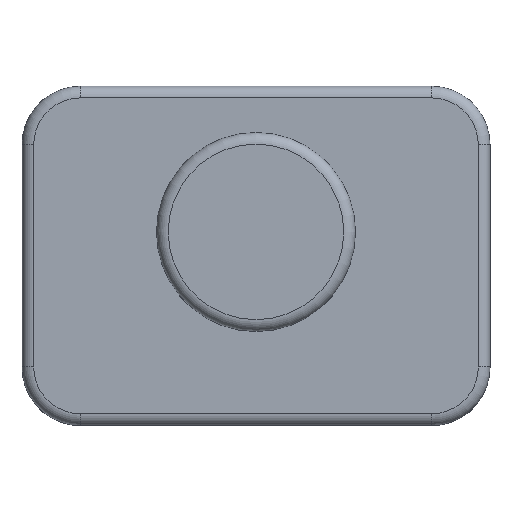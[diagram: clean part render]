
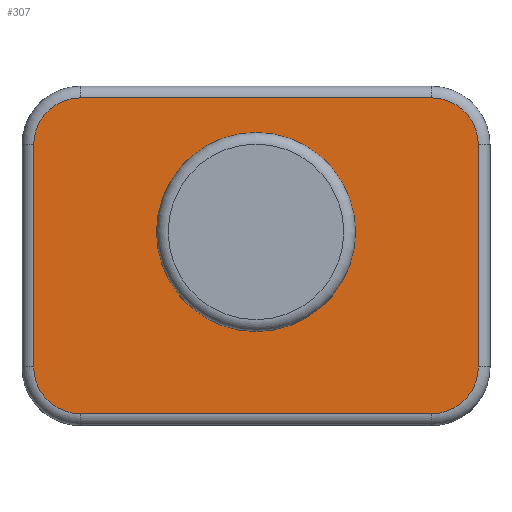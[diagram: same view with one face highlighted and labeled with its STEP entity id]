
A CAD part, top view. The second image highlights one B-rep face of the part: STEP entity #307.
In plain terms, the highlighted planar face has unit normal (0, 0, 1).
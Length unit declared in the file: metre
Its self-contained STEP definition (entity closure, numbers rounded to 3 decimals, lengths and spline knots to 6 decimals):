
#29=CIRCLE('',#361,0.00085);
#30=CIRCLE('',#362,0.0004);
#31=CIRCLE('',#363,0.0004);
#32=CIRCLE('',#364,0.0004);
#33=CIRCLE('',#365,0.0004);
#68=ORIENTED_EDGE('',*,*,#154,.F.);
#69=ORIENTED_EDGE('',*,*,#155,.T.);
#70=ORIENTED_EDGE('',*,*,#156,.T.);
#71=ORIENTED_EDGE('',*,*,#157,.T.);
#72=ORIENTED_EDGE('',*,*,#158,.T.);
#73=ORIENTED_EDGE('',*,*,#159,.T.);
#74=ORIENTED_EDGE('',*,*,#160,.T.);
#75=ORIENTED_EDGE('',*,*,#161,.T.);
#76=ORIENTED_EDGE('',*,*,#162,.T.);
#154=EDGE_CURVE('',#197,#197,#29,.T.);
#155=EDGE_CURVE('',#198,#199,#224,.T.);
#156=EDGE_CURVE('',#199,#200,#30,.T.);
#157=EDGE_CURVE('',#200,#201,#225,.T.);
#158=EDGE_CURVE('',#201,#202,#31,.T.);
#159=EDGE_CURVE('',#202,#203,#226,.F.);
#160=EDGE_CURVE('',#203,#204,#32,.T.);
#161=EDGE_CURVE('',#204,#205,#227,.F.);
#162=EDGE_CURVE('',#205,#198,#33,.T.);
#197=VERTEX_POINT('',#549);
#198=VERTEX_POINT('',#551);
#199=VERTEX_POINT('',#552);
#200=VERTEX_POINT('',#554);
#201=VERTEX_POINT('',#556);
#202=VERTEX_POINT('',#558);
#203=VERTEX_POINT('',#560);
#204=VERTEX_POINT('',#562);
#205=VERTEX_POINT('',#564);
#224=LINE('',#550,#244);
#225=LINE('',#555,#245);
#226=LINE('',#559,#246);
#227=LINE('',#563,#247);
#244=VECTOR('',#430,1.);
#245=VECTOR('',#433,1.);
#246=VECTOR('',#436,1.);
#247=VECTOR('',#439,1.);
#252=EDGE_LOOP('',(#68));
#253=EDGE_LOOP('',(#69,#70,#71,#72,#73,#74,#75,#76));
#276=FACE_BOUND('',#252,.T.);
#277=FACE_BOUND('',#253,.T.);
#300=PLANE('',#360);
#307=ADVANCED_FACE('',(#276,#277),#300,.T.);
#360=AXIS2_PLACEMENT_3D('',#547,#426,#427);
#361=AXIS2_PLACEMENT_3D('',#548,#428,#429);
#362=AXIS2_PLACEMENT_3D('',#553,#431,#432);
#363=AXIS2_PLACEMENT_3D('',#557,#434,#435);
#364=AXIS2_PLACEMENT_3D('',#561,#437,#438);
#365=AXIS2_PLACEMENT_3D('',#565,#440,#441);
#426=DIRECTION('',(0.,0.,1.));
#427=DIRECTION('',(1.,0.,0.));
#428=DIRECTION('',(0.,0.,1.));
#429=DIRECTION('',(1.,0.,0.));
#430=DIRECTION('',(0.,1.,0.));
#431=DIRECTION('',(0.,0.,1.));
#432=DIRECTION('',(1.,0.,0.));
#433=DIRECTION('',(-1.,0.,0.));
#434=DIRECTION('',(0.,0.,1.));
#435=DIRECTION('',(1.,0.,0.));
#436=DIRECTION('',(0.,1.,0.));
#437=DIRECTION('',(0.,0.,1.));
#438=DIRECTION('',(1.,0.,0.));
#439=DIRECTION('',(-1.,0.,0.));
#440=DIRECTION('',(0.,0.,1.));
#441=DIRECTION('',(1.,0.,0.));
#547=CARTESIAN_POINT('',(0.,0.,0.0015));
#548=CARTESIAN_POINT('',(0.,0.000203,0.0015));
#549=CARTESIAN_POINT('',(0.00085,0.000203,0.0015));
#550=CARTESIAN_POINT('',(0.0019,0.00095,0.0015));
#551=CARTESIAN_POINT('',(0.0019,-0.00095,0.0015));
#552=CARTESIAN_POINT('',(0.0019,0.00095,0.0015));
#553=CARTESIAN_POINT('',(0.0015,0.00095,0.0015));
#554=CARTESIAN_POINT('',(0.0015,0.00135,0.0015));
#555=CARTESIAN_POINT('',(-0.0015,0.00135,0.0015));
#556=CARTESIAN_POINT('',(-0.0015,0.00135,0.0015));
#557=CARTESIAN_POINT('',(-0.0015,0.00095,0.0015));
#558=CARTESIAN_POINT('',(-0.0019,0.00095,0.0015));
#559=CARTESIAN_POINT('',(-0.0019,0.,0.0015));
#560=CARTESIAN_POINT('',(-0.0019,-0.00095,0.0015));
#561=CARTESIAN_POINT('',(-0.0015,-0.00095,0.0015));
#562=CARTESIAN_POINT('',(-0.0015,-0.00135,0.0015));
#563=CARTESIAN_POINT('',(0.,-0.00135,0.0015));
#564=CARTESIAN_POINT('',(0.0015,-0.00135,0.0015));
#565=CARTESIAN_POINT('',(0.0015,-0.00095,0.0015));
